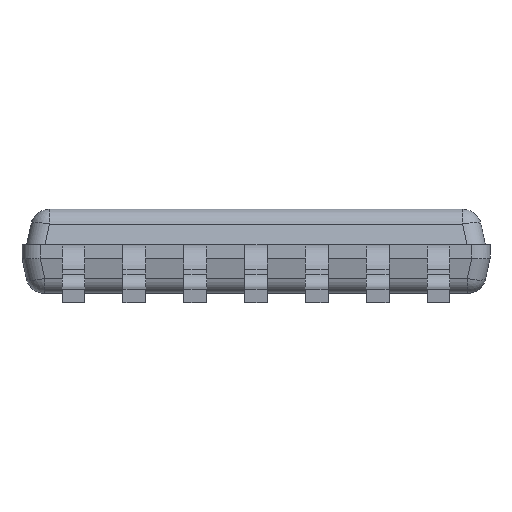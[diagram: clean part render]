
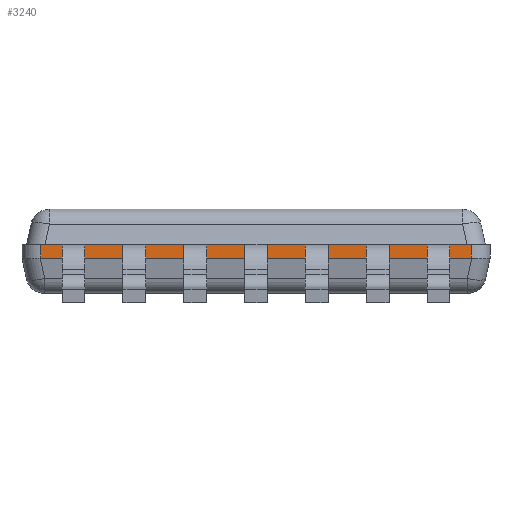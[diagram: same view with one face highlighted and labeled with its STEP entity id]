
A CAD part, left-side view. The second image highlights one B-rep face of the part: STEP entity #3240.
In plain terms, the highlighted face is planar.
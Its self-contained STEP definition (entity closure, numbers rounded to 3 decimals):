
#2529 = PLANE('',#2530);
#2530 = AXIS2_PLACEMENT_3D('',#2531,#2532,#2533);
#2531 = CARTESIAN_POINT('',(0.,0.,0.));
#2532 = DIRECTION('',(0.,-1.,0.));
#2533 = DIRECTION('',(1.,0.,0.));
#2552 = EDGE_CURVE('',#2553,#2555,#2557,.T.);
#2553 = VERTEX_POINT('',#2554);
#2554 = CARTESIAN_POINT('',(-2.3,0.,-2.2));
#2555 = VERTEX_POINT('',#2556);
#2556 = CARTESIAN_POINT('',(2.3,0.,-2.2));
#2557 = SURFACE_CURVE('',#2558,(#2562,#2569),.PCURVE_S1.);
#2558 = LINE('',#2559,#2560);
#2559 = CARTESIAN_POINT('',(-2.3,0.,-2.2));
#2560 = VECTOR('',#2561,1.);
#2561 = DIRECTION('',(1.,0.,0.));
#2562 = PCURVE('',#2529,#2563);
#2563 = DEFINITIONAL_REPRESENTATION('',(#2564),#2568);
#2564 = LINE('',#2565,#2566);
#2565 = CARTESIAN_POINT('',(-2.3,-2.2));
#2566 = VECTOR('',#2567,1.);
#2567 = DIRECTION('',(1.,0.));
#2568 = ( GEOMETRIC_REPRESENTATION_CONTEXT(2) 
PARAMETRIC_REPRESENTATION_CONTEXT() REPRESENTATION_CONTEXT('2D SPACE',''
  ) );
#2569 = PCURVE('',#2570,#2575);
#2570 = PLANE('',#2571);
#2571 = AXIS2_PLACEMENT_3D('',#2572,#2573,#2574);
#2572 = CARTESIAN_POINT('',(-2.5,0.,-2.2));
#2573 = DIRECTION('',(0.,0.,-1.));
#2574 = DIRECTION('',(1.,0.,0.));
#2575 = DEFINITIONAL_REPRESENTATION('',(#2576),#2580);
#2576 = LINE('',#2577,#2578);
#2577 = CARTESIAN_POINT('',(0.2,0.));
#2578 = VECTOR('',#2579,1.);
#2579 = DIRECTION('',(1.,0.));
#2580 = ( GEOMETRIC_REPRESENTATION_CONTEXT(2) 
PARAMETRIC_REPRESENTATION_CONTEXT() REPRESENTATION_CONTEXT('2D SPACE',''
  ) );
#2603 = CYLINDRICAL_SURFACE('',#2604,0.2);
#2604 = AXIS2_PLACEMENT_3D('',#2605,#2606,#2607);
#2605 = CARTESIAN_POINT('',(2.3,0.,-2.));
#2606 = DIRECTION('',(0.,1.,0.));
#2607 = DIRECTION('',(1.,0.,0.));
#2850 = CYLINDRICAL_SURFACE('',#2851,0.2);
#2851 = AXIS2_PLACEMENT_3D('',#2852,#2853,#2854);
#2852 = CARTESIAN_POINT('',(-2.3,0.,-2.));
#2853 = DIRECTION('',(0.,1.,0.));
#2854 = DIRECTION('',(0.,0.,-1.));
#3240 = ADVANCED_FACE('',(#3241),#2570,.T.);
#3241 = FACE_BOUND('',#3242,.F.);
#3242 = EDGE_LOOP('',(#3243,#3273,#3316,#3317));
#3243 = ORIENTED_EDGE('',*,*,#3244,.T.);
#3244 = EDGE_CURVE('',#3245,#3247,#3249,.T.);
#3245 = VERTEX_POINT('',#3246);
#3246 = CARTESIAN_POINT('',(-2.3,-0.145,-2.2));
#3247 = VERTEX_POINT('',#3248);
#3248 = CARTESIAN_POINT('',(2.3,-0.145,-2.2));
#3249 = SURFACE_CURVE('',#3250,(#3254,#3261),.PCURVE_S1.);
#3250 = LINE('',#3251,#3252);
#3251 = CARTESIAN_POINT('',(-2.3,-0.145,-2.2));
#3252 = VECTOR('',#3253,1.);
#3253 = DIRECTION('',(1.,0.,0.));
#3254 = PCURVE('',#2570,#3255);
#3255 = DEFINITIONAL_REPRESENTATION('',(#3256),#3260);
#3256 = LINE('',#3257,#3258);
#3257 = CARTESIAN_POINT('',(0.2,0.145));
#3258 = VECTOR('',#3259,1.);
#3259 = DIRECTION('',(1.,0.));
#3260 = ( GEOMETRIC_REPRESENTATION_CONTEXT(2) 
PARAMETRIC_REPRESENTATION_CONTEXT() REPRESENTATION_CONTEXT('2D SPACE',''
  ) );
#3261 = PCURVE('',#3262,#3267);
#3262 = PLANE('',#3263);
#3263 = AXIS2_PLACEMENT_3D('',#3264,#3265,#3266);
#3264 = CARTESIAN_POINT('',(-2.5,-0.145,-2.2));
#3265 = DIRECTION('',(0.,-0.208,-0.978));
#3266 = DIRECTION('',(1.,0.,0.));
#3267 = DEFINITIONAL_REPRESENTATION('',(#3268),#3272);
#3268 = LINE('',#3269,#3270);
#3269 = CARTESIAN_POINT('',(0.2,0.));
#3270 = VECTOR('',#3271,1.);
#3271 = DIRECTION('',(1.,0.));
#3272 = ( GEOMETRIC_REPRESENTATION_CONTEXT(2) 
PARAMETRIC_REPRESENTATION_CONTEXT() REPRESENTATION_CONTEXT('2D SPACE',''
  ) );
#3273 = ORIENTED_EDGE('',*,*,#3274,.F.);
#3274 = EDGE_CURVE('',#2555,#3247,#3275,.T.);
#3275 = SURFACE_CURVE('',#3276,(#3280,#3287),.PCURVE_S1.);
#3276 = LINE('',#3277,#3278);
#3277 = CARTESIAN_POINT('',(2.3,0.,-2.2));
#3278 = VECTOR('',#3279,1.);
#3279 = DIRECTION('',(0.,-1.,0.));
#3280 = PCURVE('',#2570,#3281);
#3281 = DEFINITIONAL_REPRESENTATION('',(#3282),#3286);
#3282 = LINE('',#3283,#3284);
#3283 = CARTESIAN_POINT('',(4.8,0.));
#3284 = VECTOR('',#3285,1.);
#3285 = DIRECTION('',(0.,1.));
#3286 = ( GEOMETRIC_REPRESENTATION_CONTEXT(2) 
PARAMETRIC_REPRESENTATION_CONTEXT() REPRESENTATION_CONTEXT('2D SPACE',''
  ) );
#3287 = PCURVE('',#2603,#3288);
#3288 = DEFINITIONAL_REPRESENTATION('',(#3289),#3315);
#3289 = B_SPLINE_CURVE_WITH_KNOTS('',3,(#3290,#3291,#3292,#3293,#3294,
    #3295,#3296,#3297,#3298,#3299,#3300,#3301,#3302,#3303,#3304,#3305,
    #3306,#3307,#3308,#3309,#3310,#3311,#3312,#3313,#3314),
  .UNSPECIFIED.,.F.,.F.,(4,1,1,1,1,1,1,1,1,1,1,1,1,1,1,1,1,1,1,1,1,1,4),
  (0.,0.007,0.013,0.02,
    0.026,0.033,0.04,
    0.046,0.053,0.059,
    0.066,0.073,0.079,0.086,
    0.092,0.099,0.105,0.112,
    0.119,0.125,0.132,0.138,0.145),
  .QUASI_UNIFORM_KNOTS.);
#3290 = CARTESIAN_POINT('',(1.571,0.));
#3291 = CARTESIAN_POINT('',(1.571,-0.002));
#3292 = CARTESIAN_POINT('',(1.571,-0.007));
#3293 = CARTESIAN_POINT('',(1.571,-0.013));
#3294 = CARTESIAN_POINT('',(1.571,-0.02));
#3295 = CARTESIAN_POINT('',(1.571,-0.026));
#3296 = CARTESIAN_POINT('',(1.571,-0.033));
#3297 = CARTESIAN_POINT('',(1.571,-0.04));
#3298 = CARTESIAN_POINT('',(1.571,-0.046));
#3299 = CARTESIAN_POINT('',(1.571,-0.053));
#3300 = CARTESIAN_POINT('',(1.571,-0.059));
#3301 = CARTESIAN_POINT('',(1.571,-0.066));
#3302 = CARTESIAN_POINT('',(1.571,-0.073));
#3303 = CARTESIAN_POINT('',(1.571,-0.079));
#3304 = CARTESIAN_POINT('',(1.571,-0.086));
#3305 = CARTESIAN_POINT('',(1.571,-0.092));
#3306 = CARTESIAN_POINT('',(1.571,-0.099));
#3307 = CARTESIAN_POINT('',(1.571,-0.105));
#3308 = CARTESIAN_POINT('',(1.571,-0.112));
#3309 = CARTESIAN_POINT('',(1.571,-0.119));
#3310 = CARTESIAN_POINT('',(1.571,-0.125));
#3311 = CARTESIAN_POINT('',(1.571,-0.132));
#3312 = CARTESIAN_POINT('',(1.571,-0.138));
#3313 = CARTESIAN_POINT('',(1.571,-0.143));
#3314 = CARTESIAN_POINT('',(1.571,-0.145));
#3315 = ( GEOMETRIC_REPRESENTATION_CONTEXT(2) 
PARAMETRIC_REPRESENTATION_CONTEXT() REPRESENTATION_CONTEXT('2D SPACE',''
  ) );
#3316 = ORIENTED_EDGE('',*,*,#2552,.F.);
#3317 = ORIENTED_EDGE('',*,*,#3318,.T.);
#3318 = EDGE_CURVE('',#2553,#3245,#3319,.T.);
#3319 = SURFACE_CURVE('',#3320,(#3324,#3331),.PCURVE_S1.);
#3320 = LINE('',#3321,#3322);
#3321 = CARTESIAN_POINT('',(-2.3,0.,-2.2));
#3322 = VECTOR('',#3323,1.);
#3323 = DIRECTION('',(0.,-1.,0.));
#3324 = PCURVE('',#2570,#3325);
#3325 = DEFINITIONAL_REPRESENTATION('',(#3326),#3330);
#3326 = LINE('',#3327,#3328);
#3327 = CARTESIAN_POINT('',(0.2,0.));
#3328 = VECTOR('',#3329,1.);
#3329 = DIRECTION('',(0.,1.));
#3330 = ( GEOMETRIC_REPRESENTATION_CONTEXT(2) 
PARAMETRIC_REPRESENTATION_CONTEXT() REPRESENTATION_CONTEXT('2D SPACE',''
  ) );
#3331 = PCURVE('',#2850,#3332);
#3332 = DEFINITIONAL_REPRESENTATION('',(#3333),#3359);
#3333 = B_SPLINE_CURVE_WITH_KNOTS('',3,(#3334,#3335,#3336,#3337,#3338,
    #3339,#3340,#3341,#3342,#3343,#3344,#3345,#3346,#3347,#3348,#3349,
    #3350,#3351,#3352,#3353,#3354,#3355,#3356,#3357,#3358),
  .UNSPECIFIED.,.F.,.F.,(4,1,1,1,1,1,1,1,1,1,1,1,1,1,1,1,1,1,1,1,1,1,4),
  (0.,0.007,0.013,0.02,
    0.026,0.033,0.04,
    0.046,0.053,0.059,
    0.066,0.073,0.079,0.086,
    0.092,0.099,0.105,0.112,
    0.119,0.125,0.132,0.138,0.145),
  .QUASI_UNIFORM_KNOTS.);
#3334 = CARTESIAN_POINT('',(0.,0.));
#3335 = CARTESIAN_POINT('',(0.,-0.002));
#3336 = CARTESIAN_POINT('',(0.,-0.007));
#3337 = CARTESIAN_POINT('',(0.,-0.013));
#3338 = CARTESIAN_POINT('',(0.,-0.02));
#3339 = CARTESIAN_POINT('',(0.,-0.026));
#3340 = CARTESIAN_POINT('',(0.,-0.033));
#3341 = CARTESIAN_POINT('',(0.,-0.04));
#3342 = CARTESIAN_POINT('',(0.,-0.046));
#3343 = CARTESIAN_POINT('',(0.,-0.053));
#3344 = CARTESIAN_POINT('',(0.,-0.059));
#3345 = CARTESIAN_POINT('',(0.,-0.066));
#3346 = CARTESIAN_POINT('',(0.,-0.073));
#3347 = CARTESIAN_POINT('',(0.,-0.079));
#3348 = CARTESIAN_POINT('',(0.,-0.086));
#3349 = CARTESIAN_POINT('',(0.,-0.092));
#3350 = CARTESIAN_POINT('',(0.,-0.099));
#3351 = CARTESIAN_POINT('',(0.,-0.105));
#3352 = CARTESIAN_POINT('',(0.,-0.112));
#3353 = CARTESIAN_POINT('',(0.,-0.119));
#3354 = CARTESIAN_POINT('',(0.,-0.125));
#3355 = CARTESIAN_POINT('',(0.,-0.132));
#3356 = CARTESIAN_POINT('',(0.,-0.138));
#3357 = CARTESIAN_POINT('',(0.,-0.143));
#3358 = CARTESIAN_POINT('',(0.,-0.145));
#3359 = ( GEOMETRIC_REPRESENTATION_CONTEXT(2) 
PARAMETRIC_REPRESENTATION_CONTEXT() REPRESENTATION_CONTEXT('2D SPACE',''
  ) );
